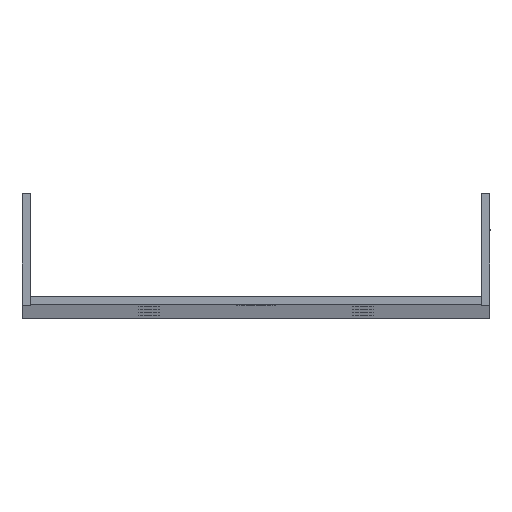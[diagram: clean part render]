
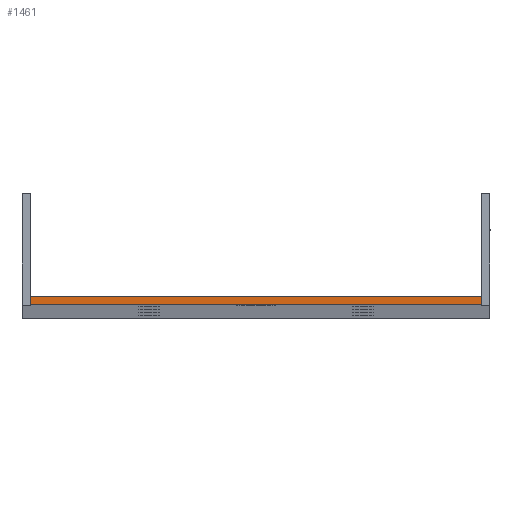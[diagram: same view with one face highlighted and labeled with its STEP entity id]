
A CAD part, top view. The second image highlights one B-rep face of the part: STEP entity #1461.
In plain terms, the highlighted planar face has unit normal (0, 0, 1).
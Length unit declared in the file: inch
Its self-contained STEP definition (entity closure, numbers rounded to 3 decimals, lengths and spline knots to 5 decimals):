
#30 = EDGE_CURVE ( 'NONE', #1502, #2284, #2538, .T. ) ;
#42 = DIRECTION ( 'NONE',  ( 0., -1., 0. ) ) ;
#53 = LINE ( 'NONE', #1530, #828 ) ;
#130 = EDGE_LOOP ( 'NONE', ( #559, #477, #1329, #251 ) ) ;
#150 = CARTESIAN_POINT ( 'NONE',  ( 2.06693, -0.07874, 35.47244 ) ) ;
#227 = DIRECTION ( 'NONE',  ( 1., 0., 0. ) ) ;
#251 = ORIENTED_EDGE ( 'NONE', *, *, #687, .T. ) ;
#379 = VECTOR ( 'NONE', #227, 39.37008 ) ;
#474 = DIRECTION ( 'NONE',  ( 1., 0., 0. ) ) ;
#477 = ORIENTED_EDGE ( 'NONE', *, *, #1341, .F. ) ;
#559 = ORIENTED_EDGE ( 'NONE', *, *, #858, .T. ) ;
#665 = CARTESIAN_POINT ( 'NONE',  ( -2.06693, -0.07874, 35.47244 ) ) ;
#687 = EDGE_CURVE ( 'NONE', #2284, #2313, #53, .T. ) ;
#763 = VERTEX_POINT ( 'NONE', #150 ) ;
#828 = VECTOR ( 'NONE', #42, 39.37008 ) ;
#858 = EDGE_CURVE ( 'NONE', #2313, #763, #2042, .T. ) ;
#1032 = DIRECTION ( 'NONE',  ( -1., 0., 0. ) ) ;
#1137 = PLANE ( 'NONE',  #1396 ) ;
#1246 = LINE ( 'NONE', #2142, #1704 ) ;
#1329 = ORIENTED_EDGE ( 'NONE', *, *, #30, .T. ) ;
#1341 = EDGE_CURVE ( 'NONE', #1502, #763, #1246, .T. ) ;
#1387 = CARTESIAN_POINT ( 'NONE',  ( 0., -0.07874, 35.47244 ) ) ;
#1396 = AXIS2_PLACEMENT_3D ( 'NONE', #1730, #1938, #474 ) ;
#1461 = ADVANCED_FACE ( 'NONE', ( #2619 ), #1137, .T. ) ;
#1502 = VERTEX_POINT ( 'NONE', #1760 ) ;
#1530 = CARTESIAN_POINT ( 'NONE',  ( -2.06693, -0.07874, 35.47244 ) ) ;
#1698 = CARTESIAN_POINT ( 'NONE',  ( -2.06693, 0., 35.47244 ) ) ;
#1704 = VECTOR ( 'NONE', #2718, 39.37008 ) ;
#1730 = CARTESIAN_POINT ( 'NONE',  ( -2.06693, -0.07874, 35.47244 ) ) ;
#1760 = CARTESIAN_POINT ( 'NONE',  ( 2.06693, 0., 35.47244 ) ) ;
#1938 = DIRECTION ( 'NONE',  ( 0., 0., 1. ) ) ;
#2009 = VECTOR ( 'NONE', #1032, 39.37008 ) ;
#2042 = LINE ( 'NONE', #1387, #379 ) ;
#2142 = CARTESIAN_POINT ( 'NONE',  ( 2.06693, -0.07874, 35.47244 ) ) ;
#2284 = VERTEX_POINT ( 'NONE', #2348 ) ;
#2313 = VERTEX_POINT ( 'NONE', #665 ) ;
#2348 = CARTESIAN_POINT ( 'NONE',  ( -2.06693, 0., 35.47244 ) ) ;
#2538 = LINE ( 'NONE', #1698, #2009 ) ;
#2619 = FACE_OUTER_BOUND ( 'NONE', #130, .T. ) ;
#2718 = DIRECTION ( 'NONE',  ( 0., -1., 0. ) ) ;
